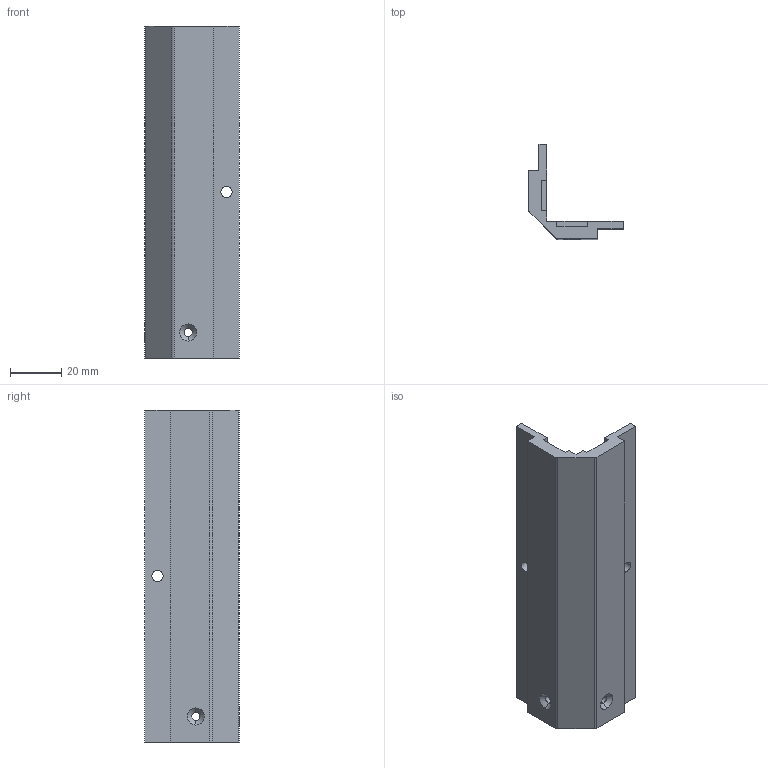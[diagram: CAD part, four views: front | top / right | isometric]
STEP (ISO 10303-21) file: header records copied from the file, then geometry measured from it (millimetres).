
FILE_DESCRIPTION (( 'STEP AP214' ), '1' );
FILE_NAME ('300ExtrusionCover.STEP', '2025-09-18T19:07:52', ( '' ), ( '' ), 'SwSTEP 2.0', 'SolidWorks 2024', '' );
FILE_SCHEMA (( 'AUTOMOTIVE_DESIGN' ));
Length unit declared in the file: millimetre
Products named in the file (1): 300ExtrusionCover
Bounding box: 37 x 37 x 130 mm (x, y, z)
Volume: 41111.6 mm3; surface area: 19518.2 mm2
Topology: 1 solids, 1 shells, 47 faces, 119 edges, 78 vertices
Faces by surface type: plane 25, cylinder 18, cone 4
Entity records: 1977 total; most frequent: DIRECTION 255, CARTESIAN_POINT 245, ORIENTED_EDGE 238, EDGE_CURVE 119, AXIS2_PLACEMENT_3D 88, VECTOR 79, LINE 79, VERTEX_POINT 78
